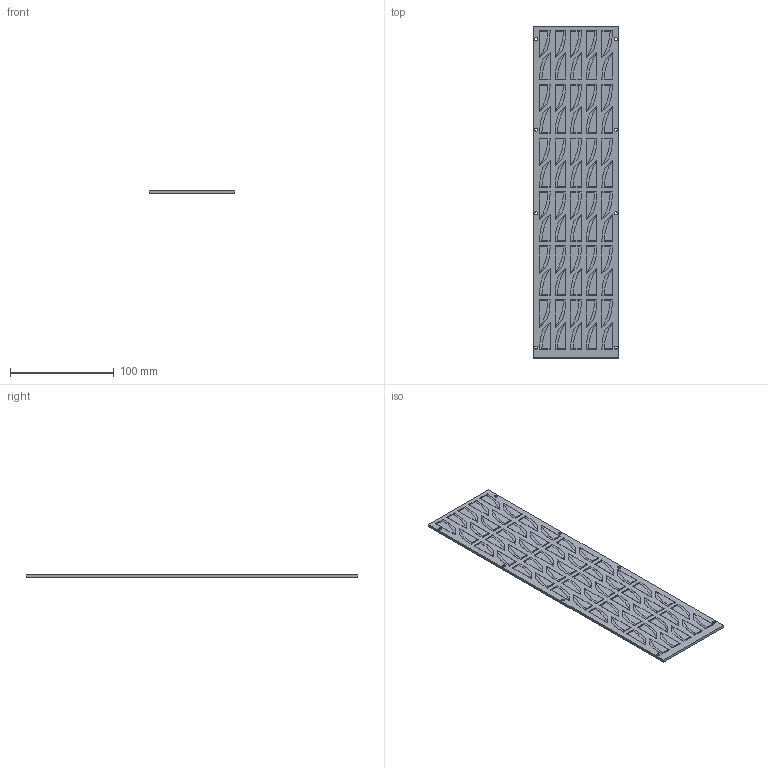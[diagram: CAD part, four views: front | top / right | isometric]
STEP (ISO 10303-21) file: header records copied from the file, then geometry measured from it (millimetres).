
FILE_DESCRIPTION(/* description */ (''),/* implementation_level */ '2;1');
FILE_NAME(/* name */ 'SolarPanel4WCell.stp',/* time_stamp */ '2017-07-31T17:03:29-04:00',/* author */ (''),/* organization */ (''),/* preprocessor_version */ 'ST-DEVELOPER v16',/* originating_system */ 'SIEMENS PLM Software NX 11.0',/* authorisation */ '');
FILE_SCHEMA (('AUTOMOTIVE_DESIGN { 1 0 10303 214 3 1 1 1 }'));
Length unit declared in the file: millimetre
Products named in the file (6): Overhead; SolarCellRegion; terminalpoint; SolarPanel4; Onecell; SolarPanel4WCell
Assembly tree (64 placements, depth 3):
  SolarPanel4WCell
    SolarPanel4
    Onecell  x60
      terminalpoint
      SolarCellRegion
      Overhead
Bounding box: 82 x 320 x 2.66 mm (x, y, z)
Volume: 67425.5 mm3; surface area: 80044.7 mm2
Topology: 181 solids, 181 shells, 1154 faces, 2376 edges, 1584 vertices
Faces by surface type: plane 966, cylinder 188
Full cylindrical faces by diameter (mm): 3 x8
Entity records: 1533 total; most frequent: DIRECTION 285, CARTESIAN_POINT 215, ORIENTED_EDGE 134, AXIS2_PLACEMENT_3D 120, PRODUCT_DEFINITION_SHAPE 70, EDGE_CURVE 67, CONTEXT_DEPENDENT_SHAPE_REPRESENTATION 64, NEXT_ASSEMBLY_USAGE_OCCURRENCE 64
